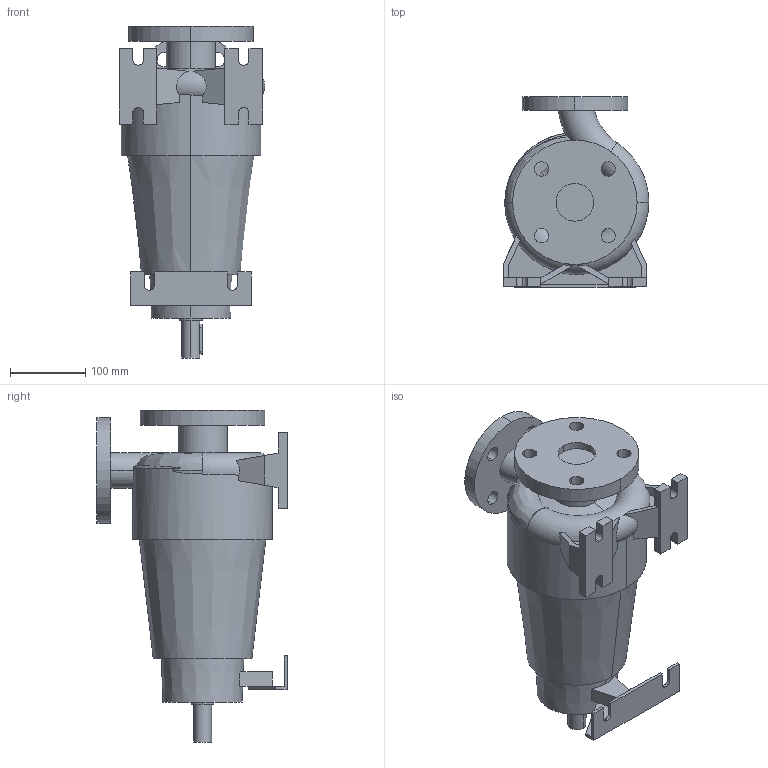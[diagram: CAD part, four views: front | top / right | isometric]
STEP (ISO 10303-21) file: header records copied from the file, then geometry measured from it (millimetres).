
FILE_DESCRIPTION (( 'STEP AP203' ), '1' );
FILE_NAME ('10017783swp00.step', '2023-07-10T10:59:48', ( '' ), ( '' ), 'SwSTEP 2.0', 'SolidWorks 2020', '' );
FILE_SCHEMA (( 'CONFIG_CONTROL_DESIGN' ));
Length unit declared in the file: millimetre
Products named in the file (1): 10017783swp00
Bounding box: 193 x 252 x 440 mm (x, y, z)
Volume: 7381116.5 mm3; surface area: 380005.2 mm2
Topology: 1 solids, 1 shells, 155 faces, 428 edges, 284 vertices
Faces by surface type: plane 92, cylinder 46, torus 8, cone 7, bspline 2
Entity records: 6246 total; most frequent: CARTESIAN_POINT 2176, ORIENTED_EDGE 856, DIRECTION 799, EDGE_CURVE 428, VERTEX_POINT 284, AXIS2_PLACEMENT_3D 271, VECTOR 257, LINE 257
